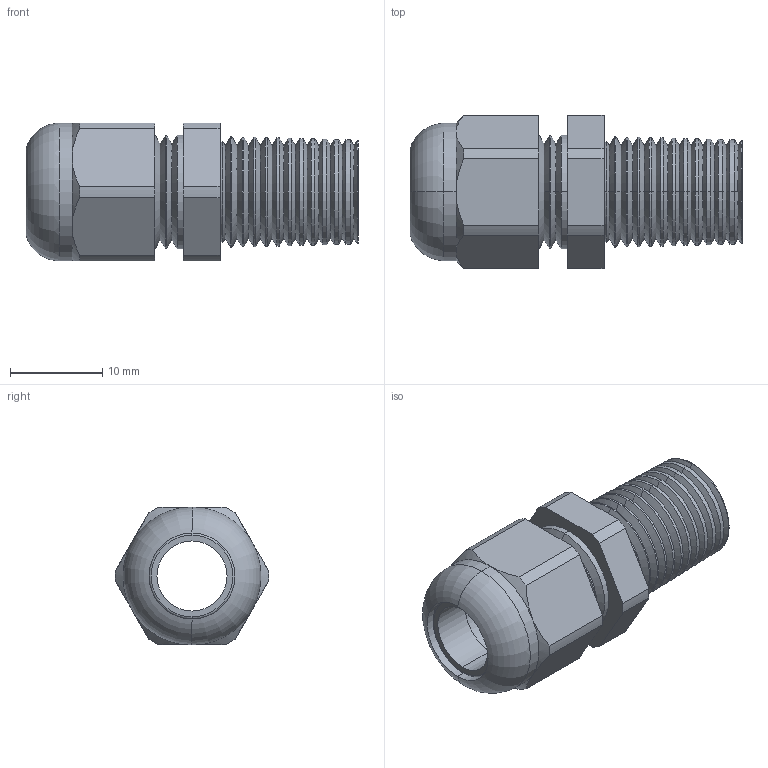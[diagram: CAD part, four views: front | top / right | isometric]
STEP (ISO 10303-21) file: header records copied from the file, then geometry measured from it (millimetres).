
FILE_DESCRIPTION (( 'STEP AP203' ), '1' );
FILE_NAME ('CD07CA-BK.STEP', '2008-05-22T12:12:41', ( 'Baystate01' ), ( 'Baystate' ), 'SwSTEP 2.0', 'SolidWorks 2007', '' );
FILE_SCHEMA (( 'CONFIG_CONTROL_DESIGN' ));
Length unit declared in the file: inch
Products named in the file (1): CD07CA-BK
Bounding box: 36.07 x 16.63 x 14.99 mm (x, y, z)
Volume: 3113.6 mm3; surface area: 3568.5 mm2
Topology: 2 solids, 2 shells, 141 faces, 302 edges, 168 vertices
Faces by surface type: cone 92, cylinder 22, plane 19, torus 8
Entity records: 3877 total; most frequent: DIRECTION 726, CARTESIAN_POINT 680, ORIENTED_EDGE 604, EDGE_CURVE 302, AXIS2_PLACEMENT_3D 294, VERTEX_POINT 168, CIRCLE 152, EDGE_LOOP 148
